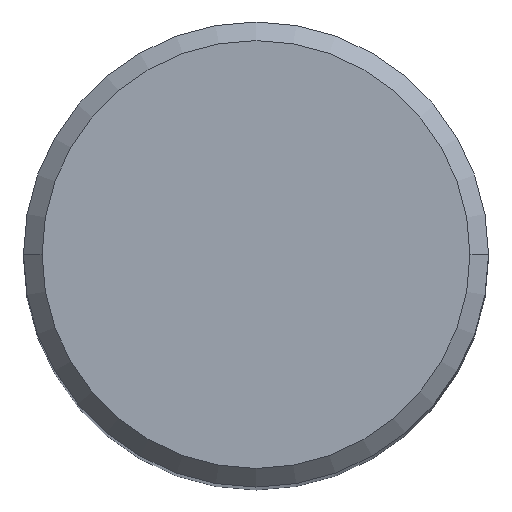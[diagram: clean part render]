
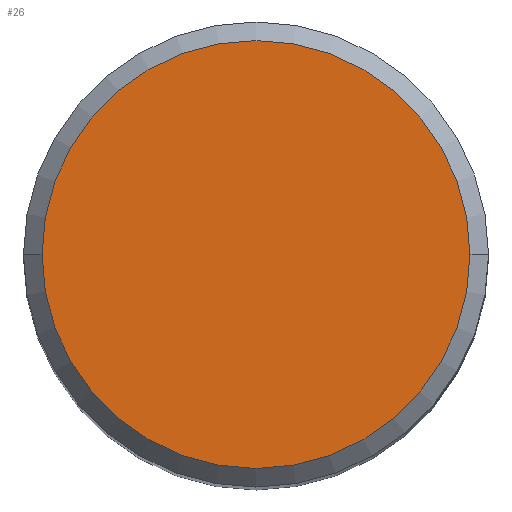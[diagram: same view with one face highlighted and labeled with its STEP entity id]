
A CAD part, top view. The second image highlights one B-rep face of the part: STEP entity #26.
In plain terms, the highlighted planar face has unit normal (0, 0, 1).
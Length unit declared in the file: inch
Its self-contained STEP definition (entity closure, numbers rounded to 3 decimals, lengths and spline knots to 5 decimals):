
#26 = ADVANCED_FACE ( 'NONE', ( #132 ), #104, .T. ) ;
#37 = ORIENTED_EDGE ( 'NONE', *, *, #138, .T. ) ;
#58 = CARTESIAN_POINT ( 'NONE',  ( 0., 0., 2. ) ) ;
#62 = EDGE_LOOP ( 'NONE', ( #37, #81 ) ) ;
#64 = CIRCLE ( 'NONE', #200, 0.1725 ) ;
#67 = DIRECTION ( 'NONE',  ( 1., 0., 0. ) ) ;
#80 = DIRECTION ( 'NONE',  ( 1., 0., 0. ) ) ;
#81 = ORIENTED_EDGE ( 'NONE', *, *, #87, .T. ) ;
#87 = EDGE_CURVE ( 'NONE', #98, #102, #120, .T. ) ;
#98 = VERTEX_POINT ( 'NONE', #141 ) ;
#99 = DIRECTION ( 'NONE',  ( 0., 0., 1. ) ) ;
#102 = VERTEX_POINT ( 'NONE', #247 ) ;
#104 = PLANE ( 'NONE',  #273 ) ;
#120 = CIRCLE ( 'NONE', #297, 0.1725 ) ;
#132 = FACE_OUTER_BOUND ( 'NONE', #62, .T. ) ;
#138 = EDGE_CURVE ( 'NONE', #102, #98, #64, .T. ) ;
#141 = CARTESIAN_POINT ( 'NONE',  ( 0.1725, 0., 2. ) ) ;
#144 = DIRECTION ( 'NONE',  ( 0., 0., 1. ) ) ;
#200 = AXIS2_PLACEMENT_3D ( 'NONE', #252, #99, #67 ) ;
#202 = CARTESIAN_POINT ( 'NONE',  ( 0., 0., 2. ) ) ;
#230 = DIRECTION ( 'NONE',  ( 1., 0., 0. ) ) ;
#247 = CARTESIAN_POINT ( 'NONE',  ( -0.1725, 0., 2. ) ) ;
#252 = CARTESIAN_POINT ( 'NONE',  ( 0., 0., 2. ) ) ;
#256 = DIRECTION ( 'NONE',  ( 0., 0., 1. ) ) ;
#273 = AXIS2_PLACEMENT_3D ( 'NONE', #58, #144, #230 ) ;
#297 = AXIS2_PLACEMENT_3D ( 'NONE', #202, #256, #80 ) ;
